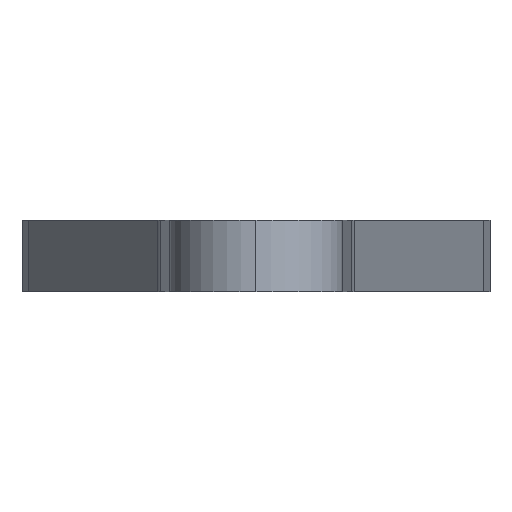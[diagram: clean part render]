
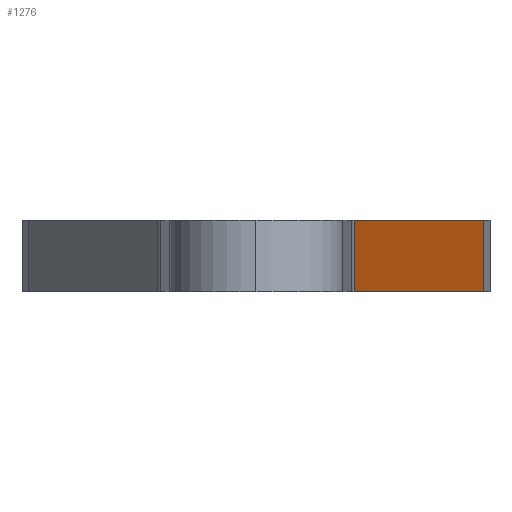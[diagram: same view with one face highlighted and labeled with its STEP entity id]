
A CAD part, left-side view. The second image highlights one B-rep face of the part: STEP entity #1276.
In plain terms, the highlighted planar face has unit normal (-0.247, -0.969, 0).
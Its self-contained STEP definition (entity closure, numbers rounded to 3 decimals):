
#180 = CARTESIAN_POINT ( 'NONE',  ( 51.855, -8.233, 0. ) ) ;
#308 = EDGE_LOOP ( 'NONE', ( #2517, #4625, #2076, #7369 ) ) ;
#409 = CARTESIAN_POINT ( 'NONE',  ( 1.2, 4.701, -6. ) ) ;
#451 = EDGE_CURVE ( 'NONE', #1110, #5088, #3874, .T. ) ;
#761 = LINE ( 'NONE', #3037, #928 ) ;
#928 = VECTOR ( 'NONE', #3671, 1000. ) ;
#994 = DIRECTION ( 'NONE',  ( 0.969, -0.247, 0. ) ) ;
#1110 = VERTEX_POINT ( 'NONE', #3064 ) ;
#1276 = ADVANCED_FACE ( 'NONE', ( #1675 ), #5014, .F. ) ;
#1629 = CARTESIAN_POINT ( 'NONE',  ( 94.329, -19.078, -6. ) ) ;
#1675 = FACE_OUTER_BOUND ( 'NONE', #308, .T. ) ;
#2076 = ORIENTED_EDGE ( 'NONE', *, *, #451, .T. ) ;
#2107 = DIRECTION ( 'NONE',  ( 0., 0., 1. ) ) ;
#2517 = ORIENTED_EDGE ( 'NONE', *, *, #3897, .F. ) ;
#3037 = CARTESIAN_POINT ( 'NONE',  ( 94.329, -19.078, -6. ) ) ;
#3064 = CARTESIAN_POINT ( 'NONE',  ( 51.855, -8.233, -6. ) ) ;
#3245 = DIRECTION ( 'NONE',  ( 0.247, 0.969, 0. ) ) ;
#3310 = CARTESIAN_POINT ( 'NONE',  ( 1.2, 4.701, -6. ) ) ;
#3671 = DIRECTION ( 'NONE',  ( 0., 0., 1. ) ) ;
#3755 = CARTESIAN_POINT ( 'NONE',  ( 51.855, -8.233, -6. ) ) ;
#3779 = VECTOR ( 'NONE', #2107, 1000. ) ;
#3808 = VERTEX_POINT ( 'NONE', #6617 ) ;
#3874 = LINE ( 'NONE', #3310, #6117 ) ;
#3897 = EDGE_CURVE ( 'NONE', #4859, #3808, #7400, .T. ) ;
#3912 = CARTESIAN_POINT ( 'NONE',  ( 1.2, 4.701, 0. ) ) ;
#4356 = LINE ( 'NONE', #3755, #3779 ) ;
#4402 = DIRECTION ( 'NONE',  ( 0.969, -0.247, 0. ) ) ;
#4625 = ORIENTED_EDGE ( 'NONE', *, *, #6524, .F. ) ;
#4859 = VERTEX_POINT ( 'NONE', #180 ) ;
#5014 = PLANE ( 'NONE',  #5869 ) ;
#5088 = VERTEX_POINT ( 'NONE', #1629 ) ;
#5869 = AXIS2_PLACEMENT_3D ( 'NONE', #409, #3245, #7298 ) ;
#6117 = VECTOR ( 'NONE', #4402, 1000. ) ;
#6270 = VECTOR ( 'NONE', #994, 1000. ) ;
#6524 = EDGE_CURVE ( 'NONE', #1110, #4859, #4356, .T. ) ;
#6617 = CARTESIAN_POINT ( 'NONE',  ( 94.329, -19.078, 0. ) ) ;
#6904 = EDGE_CURVE ( 'NONE', #5088, #3808, #761, .T. ) ;
#7298 = DIRECTION ( 'NONE',  ( -0.969, 0.247, 0. ) ) ;
#7369 = ORIENTED_EDGE ( 'NONE', *, *, #6904, .T. ) ;
#7400 = LINE ( 'NONE', #3912, #6270 ) ;
